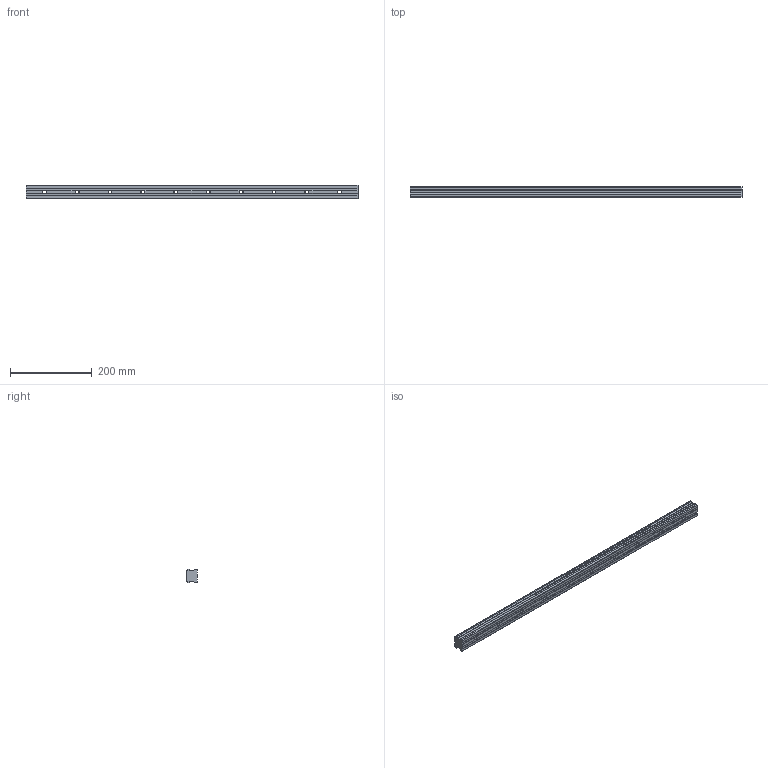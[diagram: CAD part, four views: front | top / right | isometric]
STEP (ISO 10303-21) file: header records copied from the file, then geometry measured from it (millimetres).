
FILE_DESCRIPTION (( 'STEP AP214' ), '1' );
FILE_NAME ('SHS35C1SS-810L_G45_0_B-M6F_344_0_0_0_1.STEP', '2021-06-22T09:01:41', ( '' ), ( '' ), 'SwSTEP 2.0', 'SolidWorks 2021', '' );
FILE_SCHEMA (( 'AUTOMOTIVE_DESIGN' ));
Length unit declared in the file: millimetre
Products named in the file (2): SHS35C1SS-810L_G45_0_B-M6F_344_0_0_0_1; _SHS35C81045 Track
Assembly tree (1 placements, depth 2):
  SHS35C1SS-810L_G45_0_B-M6F_344_0_0_0_1
    _SHS35C81045 Track
Bounding box: 810 x 26 x 34 mm (x, y, z)
Volume: 617020.8 mm3; surface area: 108458.9 mm2
Topology: 1 solids, 1 shells, 148 faces, 438 edges, 292 vertices
Faces by surface type: cylinder 84, plane 64
Entity records: 5236 total; most frequent: CARTESIAN_POINT 1202, ORIENTED_EDGE 876, DIRECTION 830, EDGE_CURVE 438, AXIS2_PLACEMENT_3D 320, VERTEX_POINT 292, LINE 190, VECTOR 190
